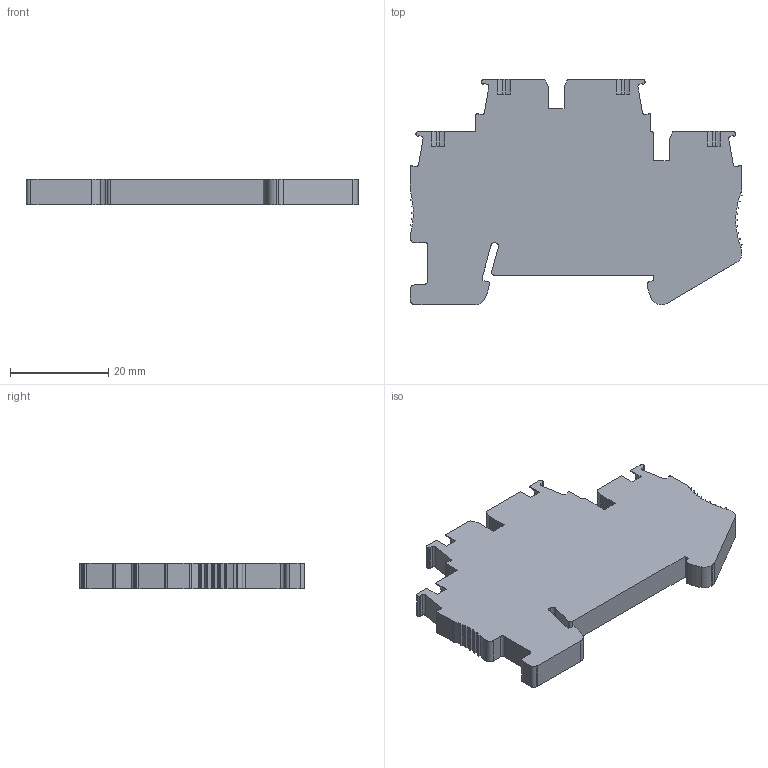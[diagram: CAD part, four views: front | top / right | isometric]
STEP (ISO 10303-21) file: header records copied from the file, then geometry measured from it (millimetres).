
FILE_DESCRIPTION(('SolidDesigner STEP Export'),'2;1');
FILE_NAME('3031283_sttb25_bu_select.stp','2004-02-19T11:05:31',(''),(''),'OneSpaceDesigner STEP processor Version: 9.0 (March 2001)for AP203(Solid Model)','CoCreate OneSpaceDesigner: 11.50A 18-Jul-2002(C) CoCreate Software GmbH','');
FILE_SCHEMA(('CONFIG_CONTROL_DESIGN'));
Length unit declared in the file: millimetre
Products named in the file (2): 3031283_sttb25_bu_select
Assembly tree (1 placements, depth 2):
  3031283_sttb25_bu_select
    3031283_sttb25_bu_select
Bounding box: 67.58 x 45.85 x 5.15 mm (x, y, z)
Volume: 11502.4 mm3; surface area: 6562.1 mm2
Topology: 1 solids, 1 shells, 274 faces, 801 edges, 534 vertices
Faces by surface type: plane 146, cylinder 128
Entity records: 10905 total; most frequent: ORIENTED_EDGE 1602, CARTESIAN_POINT 1483, DIRECTION 1359, EDGE_CURVE 801, VECTOR 539, LINE 539, VERTEX_POINT 534, AXIS2_PLACEMENT_3D 410
